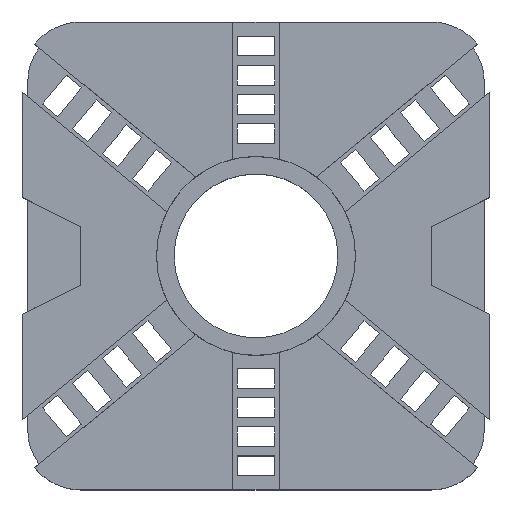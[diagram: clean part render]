
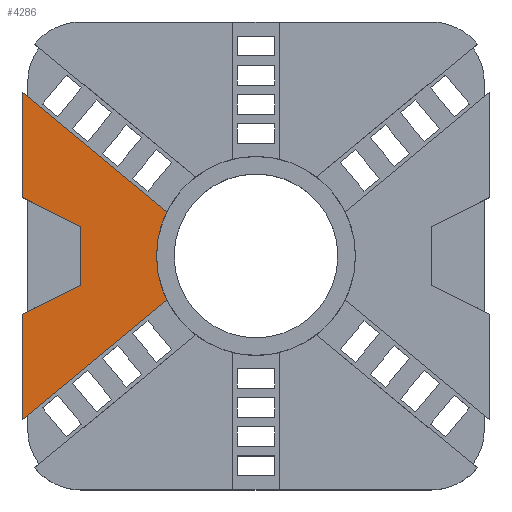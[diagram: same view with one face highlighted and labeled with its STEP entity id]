
A CAD part, top view. The second image highlights one B-rep face of the part: STEP entity #4286.
In plain terms, the highlighted planar face has unit normal (0, 0, 1).
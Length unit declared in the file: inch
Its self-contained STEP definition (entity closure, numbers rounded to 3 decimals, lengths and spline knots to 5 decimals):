
#135=CIRCLE('',#4545,0.85);
#136=CIRCLE('',#4546,0.85);
#290=FACE_OUTER_BOUND('',#541,.T.);
#541=EDGE_LOOP('',(#3587,#3588,#3589,#3590,#3591,#3592,#3593,#3594,#3595));
#1029=LINE('',#6649,#1577);
#1033=LINE('',#6656,#1581);
#1036=LINE('',#6664,#1584);
#1039=LINE('',#6668,#1587);
#1040=LINE('',#6671,#1588);
#1041=LINE('',#6673,#1589);
#1042=LINE('',#6678,#1590);
#1577=VECTOR('',#5407,0.3937);
#1581=VECTOR('',#5413,0.3937);
#1584=VECTOR('',#5420,0.3937);
#1587=VECTOR('',#5425,0.3937);
#1588=VECTOR('',#5428,0.3937);
#1589=VECTOR('',#5429,0.3937);
#1590=VECTOR('',#5434,0.3937);
#2045=VERTEX_POINT('',#6646);
#2046=VERTEX_POINT('',#6648);
#2048=VERTEX_POINT('',#6654);
#2050=VERTEX_POINT('',#6662);
#2051=VERTEX_POINT('',#6663);
#2052=VERTEX_POINT('',#6670);
#2053=VERTEX_POINT('',#6672);
#2054=VERTEX_POINT('',#6674);
#2055=VERTEX_POINT('',#6676);
#2581=EDGE_CURVE('',#2046,#2045,#1029,.T.);
#2585=EDGE_CURVE('',#2045,#2048,#1033,.T.);
#2588=EDGE_CURVE('',#2050,#2051,#1036,.T.);
#2591=EDGE_CURVE('',#2048,#2050,#1039,.T.);
#2592=EDGE_CURVE('',#2051,#2052,#1040,.T.);
#2593=EDGE_CURVE('',#2053,#2052,#1041,.T.);
#2594=EDGE_CURVE('',#2053,#2054,#135,.T.);
#2595=EDGE_CURVE('',#2054,#2055,#136,.T.);
#2596=EDGE_CURVE('',#2055,#2046,#1042,.T.);
#3587=ORIENTED_EDGE('',*,*,#2585,.T.);
#3588=ORIENTED_EDGE('',*,*,#2591,.T.);
#3589=ORIENTED_EDGE('',*,*,#2588,.T.);
#3590=ORIENTED_EDGE('',*,*,#2592,.T.);
#3591=ORIENTED_EDGE('',*,*,#2593,.F.);
#3592=ORIENTED_EDGE('',*,*,#2594,.T.);
#3593=ORIENTED_EDGE('',*,*,#2595,.T.);
#3594=ORIENTED_EDGE('',*,*,#2596,.T.);
#3595=ORIENTED_EDGE('',*,*,#2581,.T.);
#4088=PLANE('',#4544);
#4286=ADVANCED_FACE('',(#290),#4088,.T.);
#4544=AXIS2_PLACEMENT_3D('',#6669,#5426,#5427);
#4545=AXIS2_PLACEMENT_3D('',#6675,#5430,#5431);
#4546=AXIS2_PLACEMENT_3D('',#6677,#5432,#5433);
#5407=DIRECTION('',(0.,-1.,0.));
#5413=DIRECTION('',(0.894,-0.447,0.));
#5420=DIRECTION('',(-0.894,-0.447,0.));
#5425=DIRECTION('',(0.,-1.,0.));
#5426=DIRECTION('center_axis',(0.,0.,1.));
#5427=DIRECTION('ref_axis',(1.,0.,0.));
#5428=DIRECTION('',(0.,-1.,0.));
#5429=DIRECTION('',(-0.771,-0.636,0.));
#5430=DIRECTION('center_axis',(0.,0.,-1.));
#5431=DIRECTION('ref_axis',(-1.,0.,0.));
#5432=DIRECTION('center_axis',(0.,0.,-1.));
#5433=DIRECTION('ref_axis',(-1.,0.,0.));
#5434=DIRECTION('',(-0.771,0.636,0.));
#6646=CARTESIAN_POINT('',(-2.,0.5,0.5));
#6648=CARTESIAN_POINT('',(-2.,1.4,0.5));
#6649=CARTESIAN_POINT('',(-2.,1.5,0.5));
#6654=CARTESIAN_POINT('',(-1.5,0.25,0.5));
#6656=CARTESIAN_POINT('',(-0.85,-0.075,0.5));
#6662=CARTESIAN_POINT('',(-1.5,-0.25,0.5));
#6663=CARTESIAN_POINT('',(-2.,-0.5,0.5));
#6664=CARTESIAN_POINT('',(-1.1,-0.05,0.5));
#6668=CARTESIAN_POINT('',(-1.5,-0.125,0.5));
#6669=CARTESIAN_POINT('Origin',(0.,0.,0.5));
#6670=CARTESIAN_POINT('',(-2.,-1.4,0.5));
#6671=CARTESIAN_POINT('',(-2.,1.5,0.5));
#6672=CARTESIAN_POINT('',(-0.76129,-0.37807,0.5));
#6673=CARTESIAN_POINT('',(-0.44201,-0.11466,0.5));
#6674=CARTESIAN_POINT('',(-0.85,0.,0.5));
#6675=CARTESIAN_POINT('Origin',(0.,0.,0.5));
#6676=CARTESIAN_POINT('',(-0.76129,0.37807,0.5));
#6677=CARTESIAN_POINT('Origin',(0.,0.,0.5));
#6678=CARTESIAN_POINT('',(-0.44201,0.11466,0.5));
